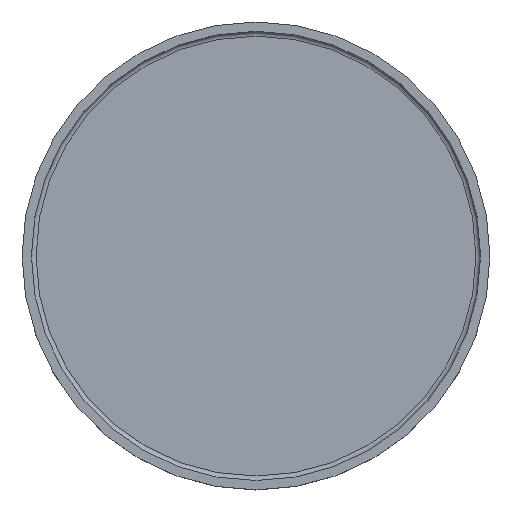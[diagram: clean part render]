
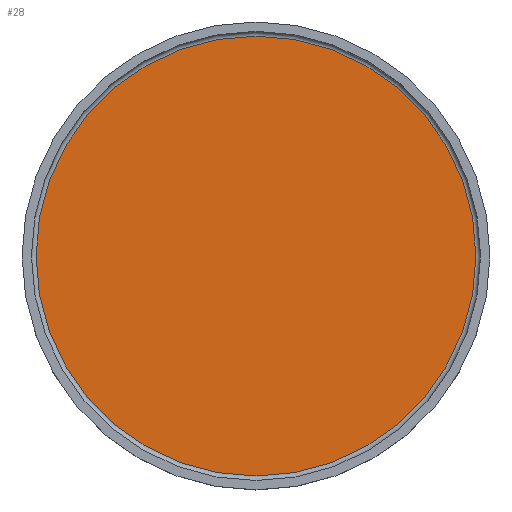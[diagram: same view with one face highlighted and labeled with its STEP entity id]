
A CAD part, top view. The second image highlights one B-rep face of the part: STEP entity #28.
In plain terms, the highlighted planar face has unit normal (0, 0, 1).
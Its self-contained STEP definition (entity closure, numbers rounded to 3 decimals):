
#3 = DIRECTION ( 'NONE',  ( 1., 0., 0. ) ) ;
#8 = VERTEX_POINT ( 'NONE', #63 ) ;
#24 = AXIS2_PLACEMENT_3D ( 'NONE', #91, #151, #3 ) ;
#28 = ADVANCED_FACE ( 'NONE', ( #38 ), #42, .T. ) ;
#38 = FACE_OUTER_BOUND ( 'NONE', #49, .T. ) ;
#42 = PLANE ( 'NONE',  #73 ) ;
#49 = EDGE_LOOP ( 'NONE', ( #165 ) ) ;
#63 = CARTESIAN_POINT ( 'NONE',  ( 23.5, 0., 1. ) ) ;
#73 = AXIS2_PLACEMENT_3D ( 'NONE', #146, #89, #149 ) ;
#89 = DIRECTION ( 'NONE',  ( 0., 0., 1. ) ) ;
#91 = CARTESIAN_POINT ( 'NONE',  ( 0., 0., 1. ) ) ;
#143 = EDGE_CURVE ( 'NONE', #8, #8, #175, .T. ) ;
#146 = CARTESIAN_POINT ( 'NONE',  ( 0., 0., 1. ) ) ;
#149 = DIRECTION ( 'NONE',  ( 1., 0., 0. ) ) ;
#151 = DIRECTION ( 'NONE',  ( 0., 0., 1. ) ) ;
#165 = ORIENTED_EDGE ( 'NONE', *, *, #143, .T. ) ;
#175 = CIRCLE ( 'NONE', #24, 23.5 ) ;
